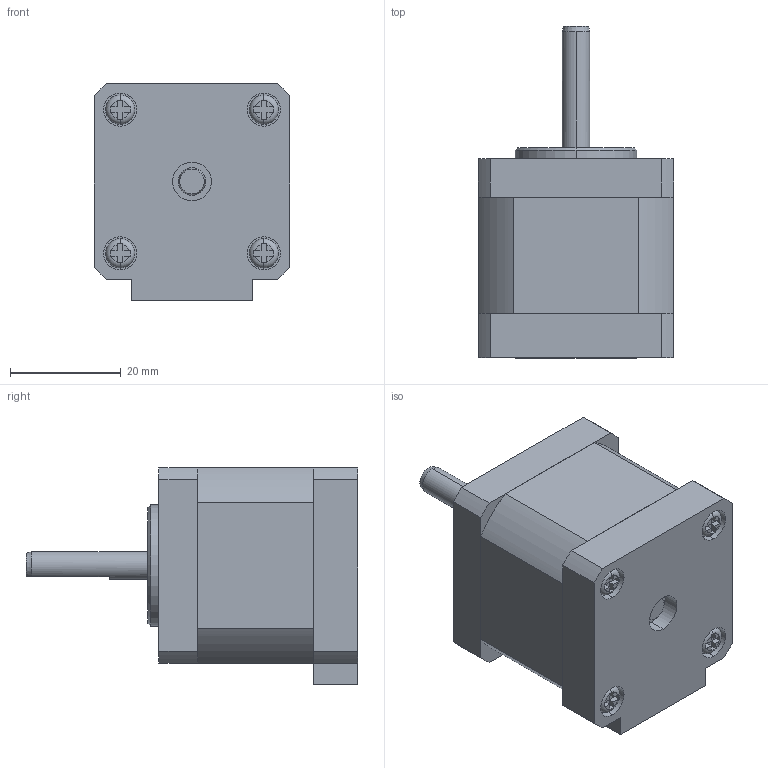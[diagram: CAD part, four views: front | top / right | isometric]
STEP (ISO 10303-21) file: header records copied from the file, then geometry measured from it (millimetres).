
FILE_DESCRIPTION (( 'STEP AP214' ), '1' );
FILE_NAME ('MS14HA3P.STEP', '2016-06-21T02:48:35', ( '' ), ( '' ), 'SwSTEP 2.0', 'SolidWorks 2012', '' );
FILE_SCHEMA (( 'AUTOMOTIVE_DESIGN' ));
Length unit declared in the file: millimetre
Products named in the file (1): MS14HA3P
Bounding box: 35.3 x 60 x 39.1 mm (x, y, z)
Volume: 44681.2 mm3; surface area: 9876.1 mm2
Topology: 2 solids, 2 shells, 296 faces, 745 edges, 490 vertices
Faces by surface type: plane 185, cylinder 90, cone 13, torus 8
Entity records: 9518 total; most frequent: CARTESIAN_POINT 1800, DIRECTION 1518, ORIENTED_EDGE 1490, EDGE_CURVE 745, AXIS2_PLACEMENT_3D 534, VERTEX_POINT 490, LINE 450, VECTOR 450
